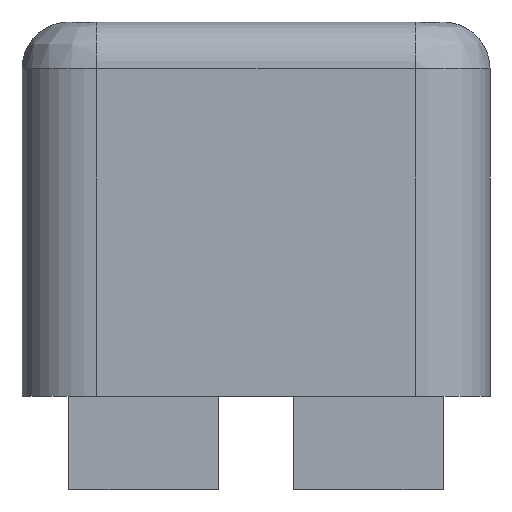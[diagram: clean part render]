
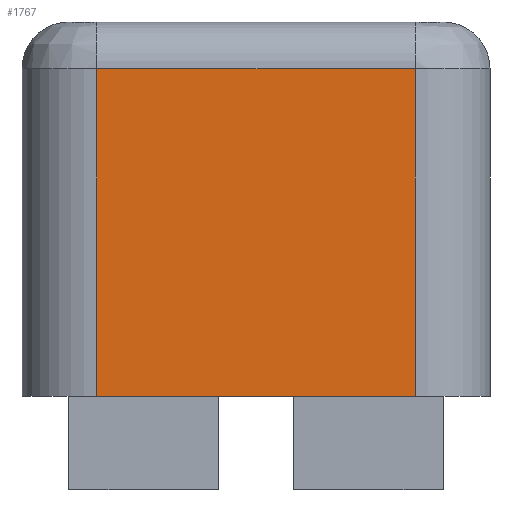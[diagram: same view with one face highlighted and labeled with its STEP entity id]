
A CAD part, left-side view. The second image highlights one B-rep face of the part: STEP entity #1767.
In plain terms, the highlighted planar face has unit normal (-1, 0, 0).
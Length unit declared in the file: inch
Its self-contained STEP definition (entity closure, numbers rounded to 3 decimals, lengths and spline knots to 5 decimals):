
#1212=CARTESIAN_POINT('',(-0.21654,-0.06693,0.1378));
#1213=VERTEX_POINT('',#1212);
#1231=CARTESIAN_POINT('',(-0.21654,0.06693,0.1378));
#1232=VERTEX_POINT('',#1231);
#1240=CARTESIAN_POINT('',(-0.21654,0.06693,0.1378));
#1241=DIRECTION('',(0.0,-1.0,0.0));
#1242=VECTOR('',#1241,0.13386);
#1243=LINE('',#1240,#1242);
#1244=EDGE_CURVE('',#1232,#1213,#1243,.T.);
#1725=CARTESIAN_POINT('',(-0.21654,-0.06693,0.0));
#1726=VERTEX_POINT('',#1725);
#1727=CARTESIAN_POINT('',(-0.21654,-0.06693,0.0));
#1728=DIRECTION('',(0.0,0.0,1.0));
#1729=VECTOR('',#1728,0.1378);
#1730=LINE('',#1727,#1729);
#1731=EDGE_CURVE('',#1726,#1213,#1730,.T.);
#1744=CARTESIAN_POINT('',(-0.21654,-0.07362,-0.00689));
#1745=DIRECTION('',(-1.0,0.0,0.0));
#1746=DIRECTION('',(0.0,0.0,1.0));
#1747=AXIS2_PLACEMENT_3D('',#1744,#1745,#1746);
#1748=PLANE('',#1747);
#1749=ORIENTED_EDGE('',*,*,#1244,.F.);
#1750=CARTESIAN_POINT('',(-0.21654,0.06693,0.0));
#1751=VERTEX_POINT('',#1750);
#1752=CARTESIAN_POINT('',(-0.21654,0.06693,0.0));
#1753=DIRECTION('',(0.0,0.0,1.0));
#1754=VECTOR('',#1753,0.1378);
#1755=LINE('',#1752,#1754);
#1756=EDGE_CURVE('',#1751,#1232,#1755,.T.);
#1757=ORIENTED_EDGE('',*,*,#1756,.F.);
#1758=CARTESIAN_POINT('',(-0.21654,-0.06693,0.0));
#1759=DIRECTION('',(0.0,1.0,0.0));
#1760=VECTOR('',#1759,0.13386);
#1761=LINE('',#1758,#1760);
#1762=EDGE_CURVE('',#1726,#1751,#1761,.T.);
#1763=ORIENTED_EDGE('',*,*,#1762,.F.);
#1764=ORIENTED_EDGE('',*,*,#1731,.T.);
#1765=EDGE_LOOP('',(#1749,#1757,#1763,#1764));
#1766=FACE_OUTER_BOUND('',#1765,.T.);
#1767=ADVANCED_FACE('',(#1766),#1748,.T.);
